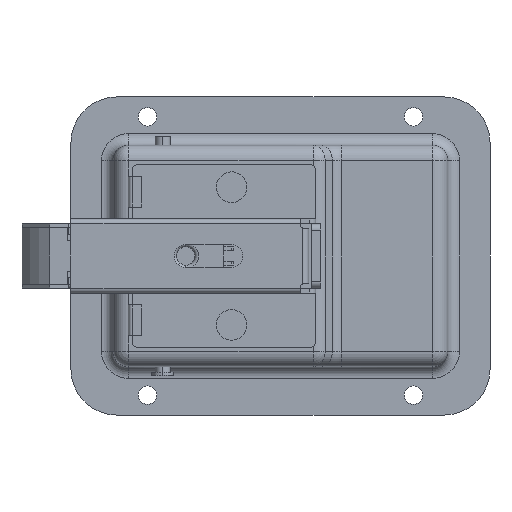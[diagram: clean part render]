
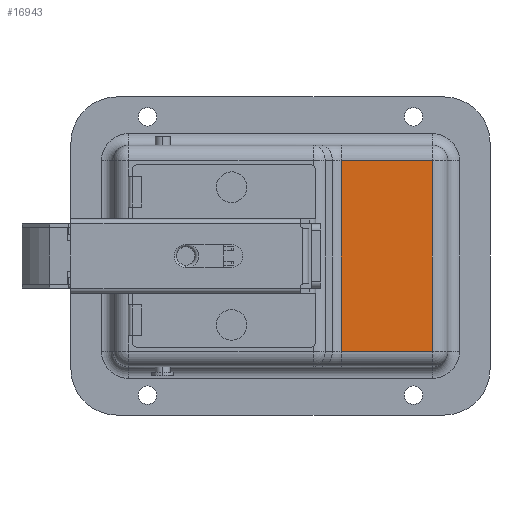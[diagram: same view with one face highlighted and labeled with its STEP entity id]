
A CAD part, front view. The second image highlights one B-rep face of the part: STEP entity #16943.
In plain terms, the highlighted planar face has unit normal (0, -1, 0).
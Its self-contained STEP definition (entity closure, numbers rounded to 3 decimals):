
#550 = ORIENTED_EDGE ( 'NONE', *, *, #17151, .T. ) ;
#826 = LINE ( 'NONE', #15200, #7494 ) ;
#1464 = EDGE_LOOP ( 'NONE', ( #550, #9755, #14363, #3860 ) ) ;
#1844 = DIRECTION ( 'NONE',  ( 0., 1., 0. ) ) ;
#2274 = EDGE_CURVE ( 'NONE', #8000, #6330, #13823, .T. ) ;
#3612 = VECTOR ( 'NONE', #16423, 1000. ) ;
#3860 = ORIENTED_EDGE ( 'NONE', *, *, #14502, .T. ) ;
#4150 = CARTESIAN_POINT ( 'NONE',  ( 19.88, -13.5, 31.2 ) ) ;
#4471 = LINE ( 'NONE', #14201, #7395 ) ;
#6050 = VERTEX_POINT ( 'NONE', #8767 ) ;
#6330 = VERTEX_POINT ( 'NONE', #10696 ) ;
#6952 = DIRECTION ( 'NONE',  ( -1., 0., 0. ) ) ;
#7016 = CARTESIAN_POINT ( 'NONE',  ( 49.7, -13.5, 36.2 ) ) ;
#7111 = CARTESIAN_POINT ( 'NONE',  ( 19.88, -13.5, -31.2 ) ) ;
#7113 = EDGE_CURVE ( 'NONE', #6050, #6330, #10734, .T. ) ;
#7395 = VECTOR ( 'NONE', #7554, 1000. ) ;
#7494 = VECTOR ( 'NONE', #6952, 1000. ) ;
#7554 = DIRECTION ( 'NONE',  ( 0., 0., -1. ) ) ;
#8000 = VERTEX_POINT ( 'NONE', #7111 ) ;
#8553 = CARTESIAN_POINT ( 'NONE',  ( 19.88, -13.5, 36.2 ) ) ;
#8767 = CARTESIAN_POINT ( 'NONE',  ( 49.7, -13.5, 31.2 ) ) ;
#9755 = ORIENTED_EDGE ( 'NONE', *, *, #2274, .T. ) ;
#9862 = DIRECTION ( 'NONE',  ( 1., 0., 0. ) ) ;
#10533 = VERTEX_POINT ( 'NONE', #4150 ) ;
#10696 = CARTESIAN_POINT ( 'NONE',  ( 49.7, -13.5, -31.2 ) ) ;
#10734 = LINE ( 'NONE', #7016, #3612 ) ;
#11517 = VECTOR ( 'NONE', #9862, 1000. ) ;
#12436 = DIRECTION ( 'NONE',  ( 0., 0., 1. ) ) ;
#12636 = CARTESIAN_POINT ( 'NONE',  ( 49.7, -13.5, -31.2 ) ) ;
#12676 = PLANE ( 'NONE',  #16997 ) ;
#12881 = FACE_OUTER_BOUND ( 'NONE', #1464, .T. ) ;
#13823 = LINE ( 'NONE', #12636, #11517 ) ;
#14201 = CARTESIAN_POINT ( 'NONE',  ( 19.88, -13.5, 36.2 ) ) ;
#14363 = ORIENTED_EDGE ( 'NONE', *, *, #7113, .F. ) ;
#14502 = EDGE_CURVE ( 'NONE', #6050, #10533, #826, .T. ) ;
#15200 = CARTESIAN_POINT ( 'NONE',  ( 19.88, -13.5, 31.2 ) ) ;
#16423 = DIRECTION ( 'NONE',  ( 0., 0., -1. ) ) ;
#16943 = ADVANCED_FACE ( 'NONE', ( #12881 ), #12676, .F. ) ;
#16997 = AXIS2_PLACEMENT_3D ( 'NONE', #8553, #1844, #12436 ) ;
#17151 = EDGE_CURVE ( 'NONE', #10533, #8000, #4471, .T. ) ;
